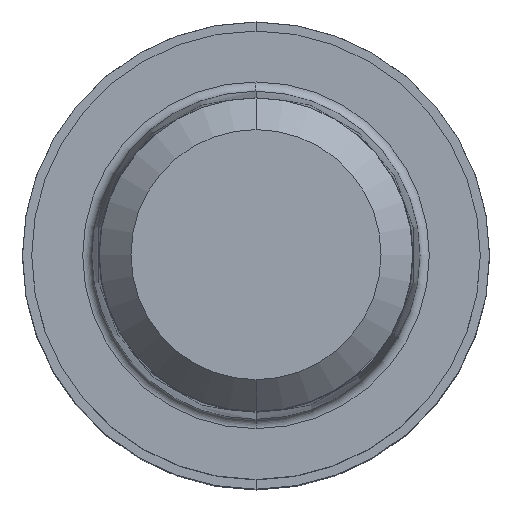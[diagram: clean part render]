
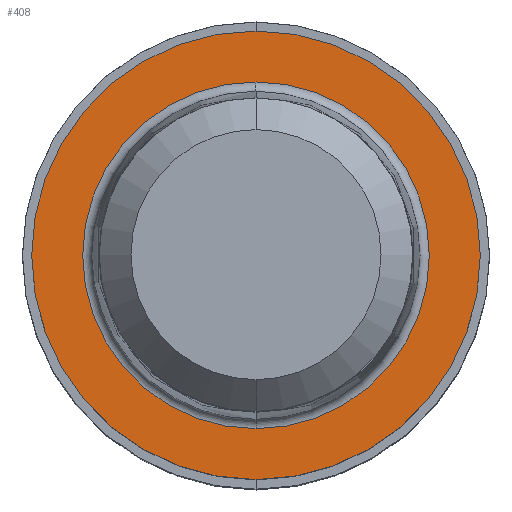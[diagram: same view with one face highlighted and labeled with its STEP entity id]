
A CAD part, top view. The second image highlights one B-rep face of the part: STEP entity #408.
In plain terms, the highlighted planar face has unit normal (0, 0, 1).
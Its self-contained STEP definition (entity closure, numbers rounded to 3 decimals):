
#168=EDGE_CURVE('',#292,#332,#457,.T.);
#270=EDGE_CURVE('',#410,#286,#574,.T.);
#286=VERTEX_POINT('',#592);
#292=VERTEX_POINT('',#598);
#332=VERTEX_POINT('',#648);
#356=EDGE_CURVE('',#332,#292,#673,.T.);
#360=EDGE_CURVE('',#286,#410,#677,.T.);
#408=ADVANCED_FACE('',(#732,#733),#734,.T.);
#410=VERTEX_POINT('',#736);
#457=CIRCLE('',#777,9.275);
#574=CIRCLE('',#925,12.0);
#592=CARTESIAN_POINT('',(0.,-12.0,0.01));
#598=CARTESIAN_POINT('',(0.,-9.275,0.01));
#648=CARTESIAN_POINT('',(0.0,9.275,0.01));
#673=CIRCLE('',#1043,9.275);
#677=CIRCLE('',#1050,12.0);
#732=FACE_OUTER_BOUND('',#1121,.T.);
#733=FACE_BOUND('',#1122,.T.);
#734=PLANE('',#1123);
#736=CARTESIAN_POINT('',(0.0,12.0,0.01));
#777=AXIS2_PLACEMENT_3D('',#1164,#1165,#1166);
#925=AXIS2_PLACEMENT_3D('',#1323,#1324,#1325);
#1043=AXIS2_PLACEMENT_3D('',#1440,#1441,#1442);
#1050=AXIS2_PLACEMENT_3D('',#1444,#1445,#1446);
#1121=EDGE_LOOP('',(#1534,#1535));
#1122=EDGE_LOOP('',(#1536,#1537));
#1123=AXIS2_PLACEMENT_3D('',#1538,#1539,#1540);
#1164=CARTESIAN_POINT('',(0.0,0.0,0.01));
#1165=DIRECTION('',(0.0,0.0,-1.0));
#1166=DIRECTION('',(0.0,1.0,0.0));
#1323=CARTESIAN_POINT('',(0.0,0.0,0.01));
#1324=DIRECTION('',(0.0,0.0,-1.0));
#1325=DIRECTION('',(0.0,1.0,0.0));
#1440=CARTESIAN_POINT('',(0.0,0.0,0.01));
#1441=DIRECTION('',(0.0,0.0,-1.0));
#1442=DIRECTION('',(0.0,1.0,0.0));
#1444=CARTESIAN_POINT('',(0.0,0.0,0.01));
#1445=DIRECTION('',(0.0,0.0,-1.0));
#1446=DIRECTION('',(0.0,1.0,0.0));
#1534=ORIENTED_EDGE('',*,*,#270,.F.);
#1535=ORIENTED_EDGE('',*,*,#360,.F.);
#1536=ORIENTED_EDGE('',*,*,#356,.T.);
#1537=ORIENTED_EDGE('',*,*,#168,.T.);
#1538=CARTESIAN_POINT('',(0.0,6.0,0.01));
#1539=DIRECTION('',(-0.0,0.0,1.0));
#1540=DIRECTION('',(0.0,-1.0,0.0));
